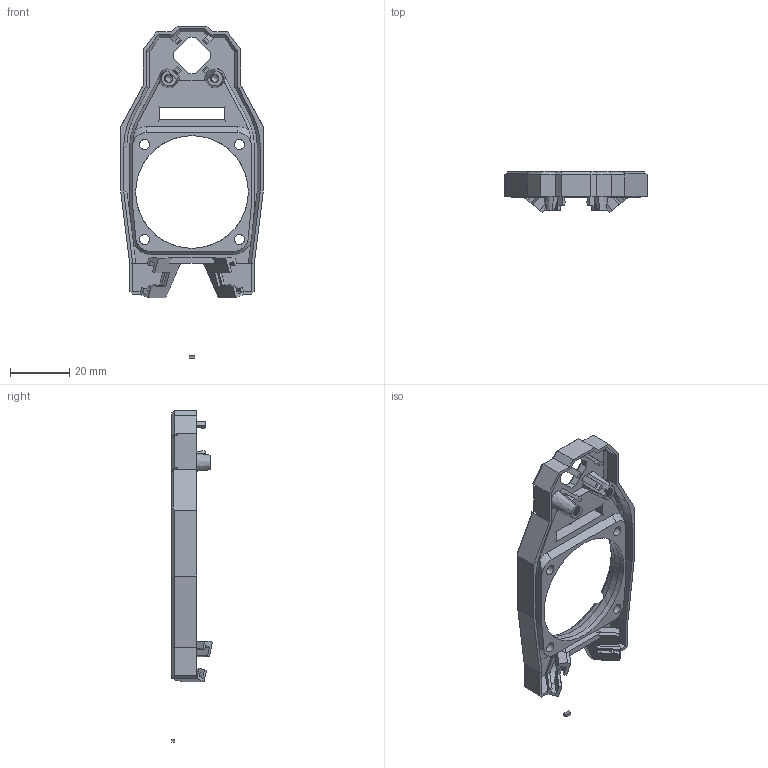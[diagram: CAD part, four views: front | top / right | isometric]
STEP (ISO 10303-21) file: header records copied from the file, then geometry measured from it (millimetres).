
FILE_DESCRIPTION(('FreeCAD Model'),'2;1');
FILE_NAME('Open CASCADE Shape Model','2022-03-12T13:19:03',(''),(''), 'Open CASCADE STEP processor 7.6','FreeCAD','Unknown');
FILE_SCHEMA(('AUTOMOTIVE_DESIGN { 1 0 10303 214 1 1 1 1 }'));
Length unit declared in the file: millimetre
Products named in the file (6): KingsShroud_v164; KingsShroud; KingShroudBody; LogoLEDHolderClips; LowerLEDholder_right; LowerLEDholder_right (Mirror #1)
Assembly tree (5 placements, depth 3):
  KingsShroud_v164
    KingsShroud
      KingShroudBody
      LogoLEDHolderClips
      LowerLEDholder_right
    LowerLEDholder_right (Mirror #1)
Bounding box: 48 x 13.74 x 112 mm (x, y, z)
Volume: 11881.7 mm3; surface area: 12084.8 mm2
Topology: 8 solids, 8 shells, 461 faces, 1130 edges, 685 vertices
Faces by surface type: plane 261, bspline 121, cylinder 61, cone 13, torus 5
Full cylindrical faces by diameter (mm): 2.52 x36, 3.4 x4, 38 x1
Entity records: 55312 total; most frequent: CARTESIAN_POINT 33632, DIRECTION 3496, LINE 2611, VECTOR 2611, ORIENTED_EDGE 2256, PCURVE 2256, DEFINITIONAL_REPRESENTATION 2256, EDGE_CURVE 1128
